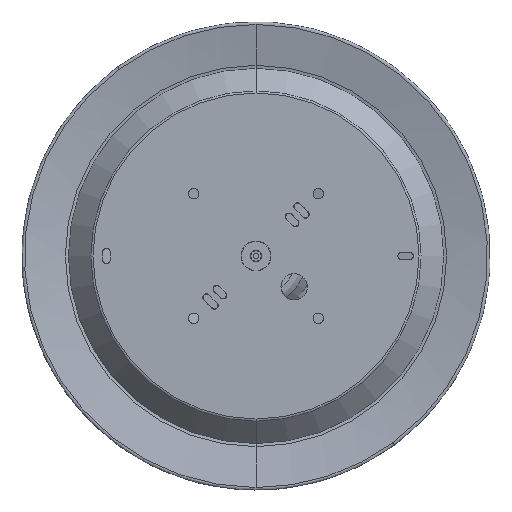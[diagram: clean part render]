
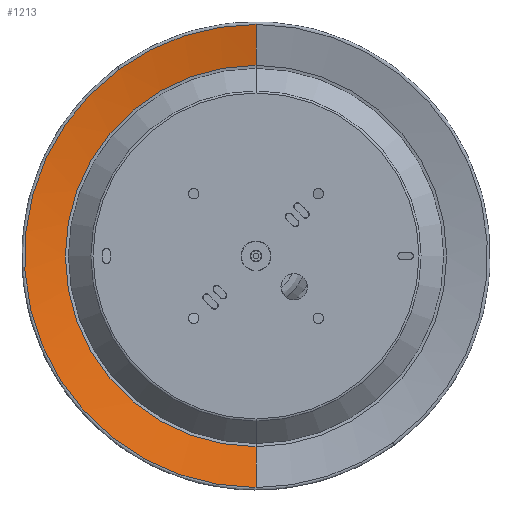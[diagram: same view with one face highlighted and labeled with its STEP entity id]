
A CAD part, front view. The second image highlights one B-rep face of the part: STEP entity #1213.
In plain terms, the highlighted conical face has half-angle 78 degrees and reference radius 130 mm.
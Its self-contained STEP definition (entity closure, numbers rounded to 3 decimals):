
#22 = AXIS2_PLACEMENT_3D ( 'NONE', #390, #443, #1089 ) ;
#106 = CARTESIAN_POINT ( 'NONE',  ( -93.14, 21.134, 127.515 ) ) ;
#281 = DIRECTION ( 'NONE',  ( 1., 0., 0. ) ) ;
#284 = CARTESIAN_POINT ( 'NONE',  ( 0., 27.067, 130. ) ) ;
#285 = DIRECTION ( 'NONE',  ( 0., -1., 0. ) ) ;
#293 = CARTESIAN_POINT ( 'NONE',  ( 0., 27.067, 0. ) ) ;
#390 = CARTESIAN_POINT ( 'NONE',  ( 0., 21.134, 0. ) ) ;
#442 = VECTOR ( 'NONE', #4644, 1000. ) ;
#443 = DIRECTION ( 'NONE',  ( 0., -1., 0. ) ) ;
#520 = DIRECTION ( 'NONE',  ( 0., -1., 0. ) ) ;
#522 = CARTESIAN_POINT ( 'NONE',  ( 0., 27.067, 0. ) ) ;
#546 = DIRECTION ( 'NONE',  ( 0., 0., -1. ) ) ;
#1089 = DIRECTION ( 'NONE',  ( 1., 0., 0. ) ) ;
#1112 = VERTEX_POINT ( 'NONE', #106 ) ;
#1165 = EDGE_CURVE ( 'NONE', #3616, #1939, #3664, .T. ) ;
#1213 = ADVANCED_FACE ( 'NONE', ( #3156 ), #4191, .F. ) ;
#1238 = CARTESIAN_POINT ( 'NONE',  ( 0., 21.134, 157.909 ) ) ;
#1255 = CARTESIAN_POINT ( 'NONE',  ( 0., 27.067, 130. ) ) ;
#1390 = CARTESIAN_POINT ( 'NONE',  ( 0., 21.134, 0. ) ) ;
#1751 = AXIS2_PLACEMENT_3D ( 'NONE', #522, #520, #546 ) ;
#1799 = VERTEX_POINT ( 'NONE', #4723 ) ;
#1939 = VERTEX_POINT ( 'NONE', #1238 ) ;
#2018 = ORIENTED_EDGE ( 'NONE', *, *, #4733, .F. ) ;
#2039 = CIRCLE ( 'NONE', #22, 157.909 ) ;
#2462 = LINE ( 'NONE', #4664, #442 ) ;
#2677 = AXIS2_PLACEMENT_3D ( 'NONE', #1390, #2779, #3491 ) ;
#2779 = DIRECTION ( 'NONE',  ( 0., -1., 0. ) ) ;
#2865 = ORIENTED_EDGE ( 'NONE', *, *, #5026, .F. ) ;
#2884 = EDGE_LOOP ( 'NONE', ( #2018, #3296, #5392, #4455, #2865 ) ) ;
#2956 = EDGE_CURVE ( 'NONE', #1939, #1112, #3832, .T. ) ;
#2961 = VECTOR ( 'NONE', #3254, 1000. ) ;
#3128 = EDGE_CURVE ( 'NONE', #1112, #5513, #2039, .T. ) ;
#3156 = FACE_OUTER_BOUND ( 'NONE', #2884, .T. ) ;
#3254 = DIRECTION ( 'NONE',  ( 0., -0.208, 0.978 ) ) ;
#3296 = ORIENTED_EDGE ( 'NONE', *, *, #1165, .T. ) ;
#3316 = CIRCLE ( 'NONE', #3525, 130. ) ;
#3491 = DIRECTION ( 'NONE',  ( 1., 0., 0. ) ) ;
#3525 = AXIS2_PLACEMENT_3D ( 'NONE', #293, #285, #281 ) ;
#3616 = VERTEX_POINT ( 'NONE', #1255 ) ;
#3664 = LINE ( 'NONE', #284, #2961 ) ;
#3832 = CIRCLE ( 'NONE', #2677, 157.909 ) ;
#4191 = CONICAL_SURFACE ( 'NONE', #1751, 130., 1.361 ) ;
#4455 = ORIENTED_EDGE ( 'NONE', *, *, #3128, .T. ) ;
#4644 = DIRECTION ( 'NONE',  ( 0., -0.208, -0.978 ) ) ;
#4664 = CARTESIAN_POINT ( 'NONE',  ( 0., 27.067, -130. ) ) ;
#4723 = CARTESIAN_POINT ( 'NONE',  ( 0., 27.067, -130. ) ) ;
#4733 = EDGE_CURVE ( 'NONE', #3616, #1799, #3316, .T. ) ;
#5026 = EDGE_CURVE ( 'NONE', #1799, #5513, #2462, .T. ) ;
#5392 = ORIENTED_EDGE ( 'NONE', *, *, #2956, .T. ) ;
#5513 = VERTEX_POINT ( 'NONE', #5518 ) ;
#5518 = CARTESIAN_POINT ( 'NONE',  ( 0., 21.134, -157.909 ) ) ;
